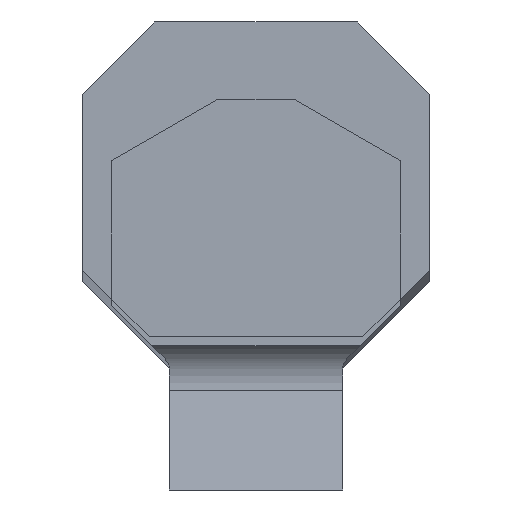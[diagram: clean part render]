
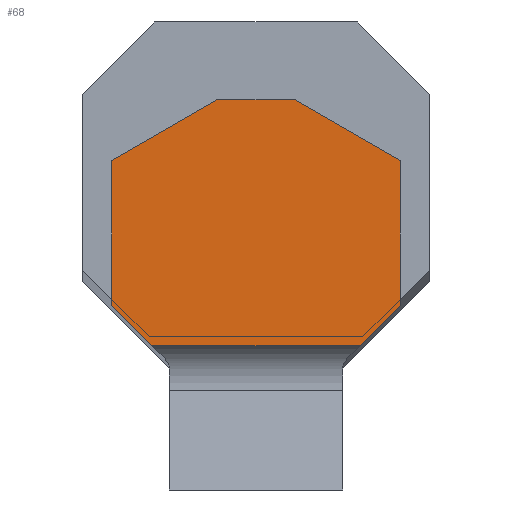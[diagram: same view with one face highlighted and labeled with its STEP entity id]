
A CAD part, top view. The second image highlights one B-rep face of the part: STEP entity #68.
In plain terms, the highlighted planar face has unit normal (0, 0, 1).
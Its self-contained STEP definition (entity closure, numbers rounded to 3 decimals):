
#68=ADVANCED_FACE('',(#135),#104,.T.);
#104=PLANE('',#708);
#135=FACE_OUTER_BOUND('',#171,.T.);
#171=EDGE_LOOP('',(#207,#208,#209,#210,#211,#212,#213,#214));
#207=ORIENTED_EDGE('',*,*,#451,.F.);
#208=ORIENTED_EDGE('',*,*,#452,.T.);
#209=ORIENTED_EDGE('',*,*,#453,.F.);
#210=ORIENTED_EDGE('',*,*,#454,.F.);
#211=ORIENTED_EDGE('',*,*,#455,.T.);
#212=ORIENTED_EDGE('',*,*,#456,.F.);
#213=ORIENTED_EDGE('',*,*,#457,.F.);
#214=ORIENTED_EDGE('',*,*,#458,.F.);
#391=VERTEX_POINT('',#926);
#392=VERTEX_POINT('',#927);
#393=VERTEX_POINT('',#929);
#394=VERTEX_POINT('',#931);
#395=VERTEX_POINT('',#933);
#396=VERTEX_POINT('',#935);
#397=VERTEX_POINT('',#937);
#398=VERTEX_POINT('',#939);
#451=EDGE_CURVE('',#391,#392,#543,.T.);
#452=EDGE_CURVE('',#391,#393,#544,.T.);
#453=EDGE_CURVE('',#394,#393,#545,.T.);
#454=EDGE_CURVE('',#395,#394,#546,.T.);
#455=EDGE_CURVE('',#395,#396,#547,.T.);
#456=EDGE_CURVE('',#397,#396,#548,.T.);
#457=EDGE_CURVE('',#398,#397,#549,.T.);
#458=EDGE_CURVE('',#392,#398,#550,.T.);
#543=LINE('',#925,#625);
#544=LINE('',#928,#626);
#545=LINE('',#930,#627);
#546=LINE('',#932,#628);
#547=LINE('',#934,#629);
#548=LINE('',#936,#630);
#549=LINE('',#938,#631);
#550=LINE('',#940,#632);
#625=VECTOR('',#754,1.);
#626=VECTOR('',#755,1.);
#627=VECTOR('',#756,1.);
#628=VECTOR('',#757,1.);
#629=VECTOR('',#758,1.);
#630=VECTOR('',#759,1.);
#631=VECTOR('',#760,1.);
#632=VECTOR('',#761,1.);
#708=AXIS2_PLACEMENT_3D('',#941,#762,#763);
#754=DIRECTION('',(-0.707,0.707,0.));
#755=DIRECTION('',(1.,0.,0.));
#756=DIRECTION('',(-0.707,-0.707,0.));
#757=DIRECTION('',(0.,-1.,0.));
#758=DIRECTION('',(-0.866,0.5,0.));
#759=DIRECTION('',(1.,0.,0.));
#760=DIRECTION('',(0.866,0.5,0.));
#761=DIRECTION('',(0.,1.,0.));
#762=DIRECTION('',(0.,0.,1.));
#763=DIRECTION('',(-1.,0.,0.));
#925=CARTESIAN_POINT('',(2.447,4.247,220.1));
#926=CARTESIAN_POINT('',(2.395,4.3,220.1));
#927=CARTESIAN_POINT('',(1.,5.695,220.1));
#928=CARTESIAN_POINT('',(1.,4.3,220.1));
#929=CARTESIAN_POINT('',(9.605,4.3,220.1));
#930=CARTESIAN_POINT('',(9.553,4.247,220.1));
#931=CARTESIAN_POINT('',(11.,5.695,220.1));
#932=CARTESIAN_POINT('',(11.,5.925,220.1));
#933=CARTESIAN_POINT('',(11.,10.698,220.1));
#934=CARTESIAN_POINT('',(7.36,12.8,220.1));
#935=CARTESIAN_POINT('',(7.36,12.8,220.1));
#936=CARTESIAN_POINT('',(6.,12.8,220.1));
#937=CARTESIAN_POINT('',(4.64,12.8,220.1));
#938=CARTESIAN_POINT('',(4.64,12.8,220.1));
#939=CARTESIAN_POINT('',(1.,10.698,220.1));
#940=CARTESIAN_POINT('',(1.,5.925,220.1));
#941=CARTESIAN_POINT('',(6.,7.8,220.1));
